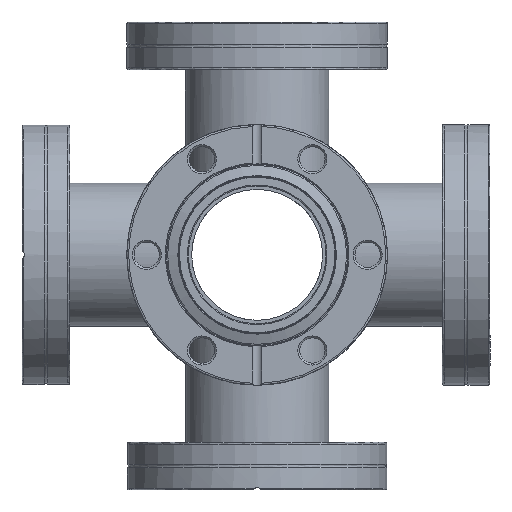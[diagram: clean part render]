
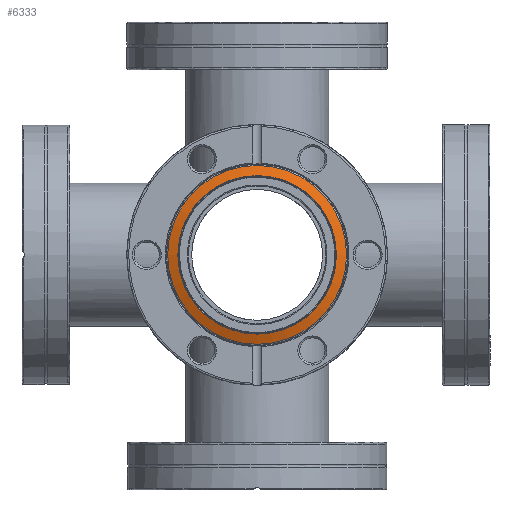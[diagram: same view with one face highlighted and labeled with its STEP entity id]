
A CAD part, left-side view. The second image highlights one B-rep face of the part: STEP entity #6333.
In plain terms, the highlighted conical face has half-angle 70 degrees and reference radius 23.776 mm.
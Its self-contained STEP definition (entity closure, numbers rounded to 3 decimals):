
#732 = DIRECTION ( 'NONE',  ( 0., 1., 0. ) ) ;
#1782 = DIRECTION ( 'NONE',  ( 1., 0., 0. ) ) ;
#2261 = CARTESIAN_POINT ( 'NONE',  ( 1.027, 0., -23.776 ) ) ;
#2588 = EDGE_LOOP ( 'NONE', ( #3812 ) ) ;
#3085 = CARTESIAN_POINT ( 'NONE',  ( 1.027, 0., 0. ) ) ;
#3267 = EDGE_CURVE ( 'NONE', #15998, #15998, #11095, .T. ) ;
#3812 = ORIENTED_EDGE ( 'NONE', *, *, #3267, .F. ) ;
#4536 = FACE_OUTER_BOUND ( 'NONE', #2588, .T. ) ;
#5803 = CIRCLE ( 'NONE', #8188, 21.068 ) ;
#6333 = ADVANCED_FACE ( 'NONE', ( #4536, #15370 ), #15569, .T. ) ;
#6802 = CARTESIAN_POINT ( 'NONE',  ( 0.041, 0., 0. ) ) ;
#6958 = DIRECTION ( 'NONE',  ( 1., 0., 0. ) ) ;
#8188 = AXIS2_PLACEMENT_3D ( 'NONE', #6802, #6958, #732 ) ;
#10280 = CARTESIAN_POINT ( 'NONE',  ( 1.027, 0., 0. ) ) ;
#10358 = ORIENTED_EDGE ( 'NONE', *, *, #13375, .T. ) ;
#10506 = DIRECTION ( 'NONE',  ( 1., 0., 0. ) ) ;
#11095 = CIRCLE ( 'NONE', #12406, 23.776 ) ;
#11892 = DIRECTION ( 'NONE',  ( 0., 0., -1. ) ) ;
#12406 = AXIS2_PLACEMENT_3D ( 'NONE', #3085, #1782, #11892 ) ;
#12459 = VERTEX_POINT ( 'NONE', #13982 ) ;
#13082 = EDGE_LOOP ( 'NONE', ( #10358 ) ) ;
#13375 = EDGE_CURVE ( 'NONE', #12459, #12459, #5803, .T. ) ;
#13982 = CARTESIAN_POINT ( 'NONE',  ( 0.041, 21.068, 0. ) ) ;
#14287 = DIRECTION ( 'NONE',  ( 0., 1., 0. ) ) ;
#14716 = AXIS2_PLACEMENT_3D ( 'NONE', #10280, #10506, #14287 ) ;
#15370 = FACE_BOUND ( 'NONE', #13082, .T. ) ;
#15569 = CONICAL_SURFACE ( 'NONE', #14716, 23.776, 1.222 ) ;
#15998 = VERTEX_POINT ( 'NONE', #2261 ) ;
